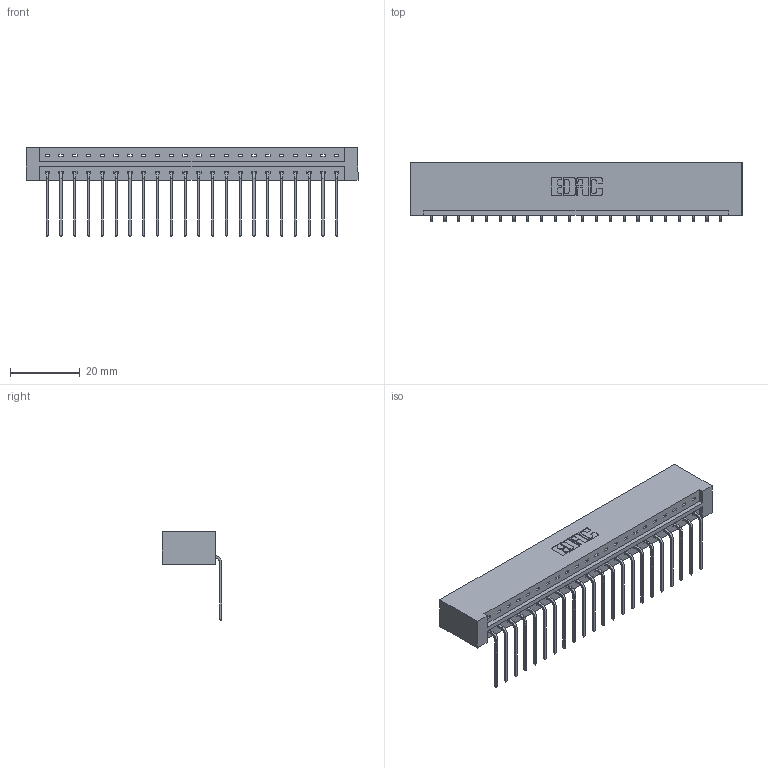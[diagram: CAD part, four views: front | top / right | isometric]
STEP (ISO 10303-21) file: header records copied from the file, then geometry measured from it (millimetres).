
FILE_DESCRIPTION (( 'STEP AP203' ), '1' );
FILE_NAME ('833-022-559-101.STEP', '2020-06-01T18:11:46', ( '' ), ( '' ), 'SwSTEP 2.0', 'SolidWorks 2020', '' );
FILE_SCHEMA (( 'CONFIG_CONTROL_DESIGN' ));
Length unit declared in the file: inch
Products named in the file (3): 833 Part_Lugless; 345-292-001_558 559 Tail - 1; 833-022-559-101
Assembly tree (23 placements, depth 2):
  833-022-559-101
    833 Part_Lugless
    345-292-001_558 559 Tail - 1  x22
Bounding box: 95.43 x 17.09 x 25.53 mm (x, y, z)
Volume: 10116.8 mm3; surface area: 11221.3 mm2
Topology: 23 solids, 23 shells, 1426 faces, 4291 edges, 2830 vertices
Faces by surface type: plane 1034, cylinder 392
Entity records: 15843 total; most frequent: CARTESIAN_POINT 2744, ORIENTED_EDGE 2702, DIRECTION 2347, EDGE_CURVE 1351, VECTOR 1231, LINE 1231, VERTEX_POINT 898, AXIS2_PLACEMENT_3D 558
